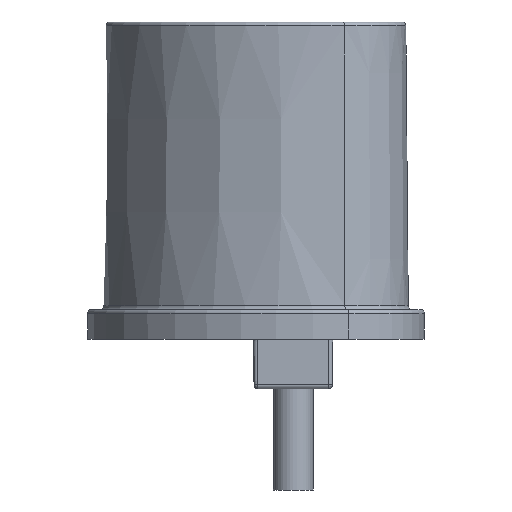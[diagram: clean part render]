
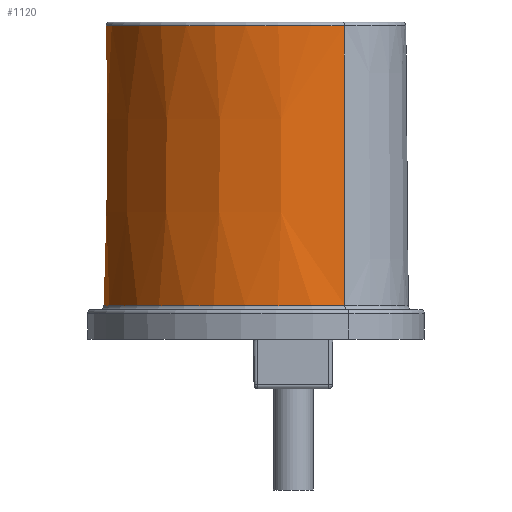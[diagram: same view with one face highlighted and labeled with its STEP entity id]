
A CAD part, left-side view. The second image highlights one B-rep face of the part: STEP entity #1120.
In plain terms, the highlighted conical face has half-angle 0.5 degrees and reference radius 9.85 mm.
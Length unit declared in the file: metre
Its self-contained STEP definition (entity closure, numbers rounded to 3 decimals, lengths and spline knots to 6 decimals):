
#92=CONICAL_SURFACE('',#1309,0.00985,0.009);
#127=CIRCLE('',#1310,0.009848);
#128=CIRCLE('',#1311,0.009725);
#262=ORIENTED_EDGE('',*,*,#566,.T.);
#263=ORIENTED_EDGE('',*,*,#567,.T.);
#264=ORIENTED_EDGE('',*,*,#568,.F.);
#265=ORIENTED_EDGE('',*,*,#569,.T.);
#566=EDGE_CURVE('',#716,#717,#803,.T.);
#567=EDGE_CURVE('',#717,#718,#127,.T.);
#568=EDGE_CURVE('',#719,#718,#804,.T.);
#569=EDGE_CURVE('',#719,#716,#128,.T.);
#716=VERTEX_POINT('',#1957);
#717=VERTEX_POINT('',#1958);
#718=VERTEX_POINT('',#1960);
#719=VERTEX_POINT('',#1962);
#803=LINE('',#1956,#854);
#804=LINE('',#1961,#855);
#854=VECTOR('',#1546,1.);
#855=VECTOR('',#1549,1.);
#893=EDGE_LOOP('',(#262,#263,#264,#265));
#999=FACE_BOUND('',#893,.T.);
#1120=ADVANCED_FACE('',(#999),#92,.T.);
#1309=AXIS2_PLACEMENT_3D('',#1955,#1544,#1545);
#1310=AXIS2_PLACEMENT_3D('',#1959,#1547,#1548);
#1311=AXIS2_PLACEMENT_3D('',#1963,#1550,#1551);
#1544=DIRECTION('',(0.,0.,-1.));
#1545=DIRECTION('',(1.,0.,0.));
#1546=DIRECTION('',(0.008,-0.002,-1.));
#1547=DIRECTION('',(0.,0.,1.));
#1548=DIRECTION('',(1.,0.,0.));
#1549=DIRECTION('',(-0.008,-0.002,-1.));
#1550=DIRECTION('',(0.,0.,-1.));
#1551=DIRECTION('',(-1.,0.,0.));
#1955=CARTESIAN_POINT('',(0.,-0.00025,0.004));
#1956=CARTESIAN_POINT('',(0.009565,-0.002604,0.004));
#1957=CARTESIAN_POINT('',(0.009443,-0.002574,0.018302));
#1958=CARTESIAN_POINT('',(0.009563,-0.002603,0.004198));
#1959=CARTESIAN_POINT('',(0.,-0.00025,0.004198));
#1960=CARTESIAN_POINT('',(-0.009563,-0.002603,0.004198));
#1961=CARTESIAN_POINT('',(-0.009565,-0.002604,0.004));
#1962=CARTESIAN_POINT('',(-0.009443,-0.002574,0.018302));
#1963=CARTESIAN_POINT('',(0.,-0.00025,0.018302));
